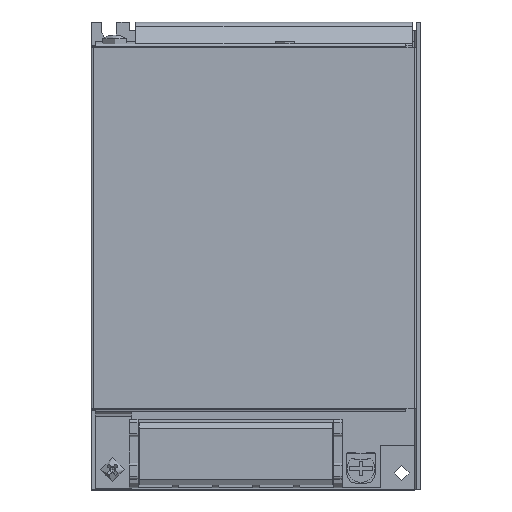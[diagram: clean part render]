
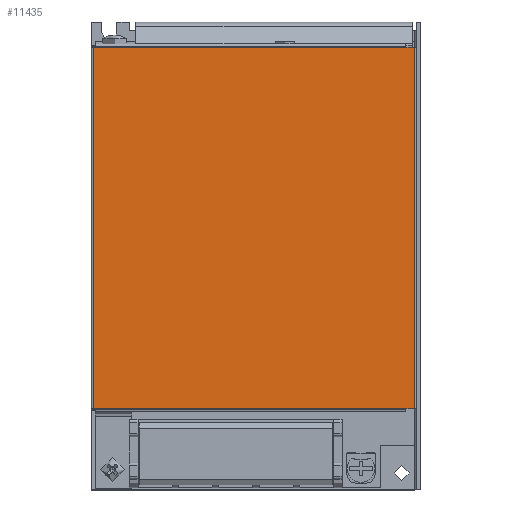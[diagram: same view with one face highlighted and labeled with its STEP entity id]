
A CAD part, top view. The second image highlights one B-rep face of the part: STEP entity #11435.
In plain terms, the highlighted planar face has unit normal (0, 0, 1).
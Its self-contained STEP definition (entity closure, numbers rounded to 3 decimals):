
#1791=FACE_OUTER_BOUND('',#2371,.T.);
#2371=EDGE_LOOP('',(#8423,#8424,#8425,#8426,#8427,#8428,#8429,#8430));
#3359=LINE('',#16532,#4528);
#3366=LINE('',#16549,#4535);
#3367=LINE('',#16552,#4536);
#3371=LINE('',#16563,#4540);
#3372=LINE('',#16565,#4541);
#3373=LINE('',#16566,#4542);
#3374=LINE('',#16568,#4543);
#3375=LINE('',#16569,#4544);
#4528=VECTOR('',#13606,1.);
#4535=VECTOR('',#13621,1.);
#4536=VECTOR('',#13624,1.);
#4540=VECTOR('',#13632,1.);
#4541=VECTOR('',#13633,1.);
#4542=VECTOR('',#13634,1.);
#4543=VECTOR('',#13635,1.);
#4544=VECTOR('',#13636,1.);
#5669=VERTEX_POINT('',#16529);
#5670=VERTEX_POINT('',#16531);
#5676=VERTEX_POINT('',#16547);
#5677=VERTEX_POINT('',#16551);
#5681=VERTEX_POINT('',#16561);
#5682=VERTEX_POINT('',#16562);
#5683=VERTEX_POINT('',#16564);
#5684=VERTEX_POINT('',#16567);
#6694=EDGE_CURVE('',#5669,#5670,#3359,.T.);
#6703=EDGE_CURVE('',#5676,#5669,#3366,.T.);
#6704=EDGE_CURVE('',#5677,#5670,#3367,.T.);
#6709=EDGE_CURVE('',#5681,#5682,#3371,.T.);
#6710=EDGE_CURVE('',#5682,#5683,#3372,.T.);
#6711=EDGE_CURVE('',#5683,#5677,#3373,.T.);
#6712=EDGE_CURVE('',#5684,#5676,#3374,.T.);
#6713=EDGE_CURVE('',#5681,#5684,#3375,.T.);
#8423=ORIENTED_EDGE('',*,*,#6709,.T.);
#8424=ORIENTED_EDGE('',*,*,#6710,.T.);
#8425=ORIENTED_EDGE('',*,*,#6711,.T.);
#8426=ORIENTED_EDGE('',*,*,#6704,.T.);
#8427=ORIENTED_EDGE('',*,*,#6694,.F.);
#8428=ORIENTED_EDGE('',*,*,#6703,.F.);
#8429=ORIENTED_EDGE('',*,*,#6712,.F.);
#8430=ORIENTED_EDGE('',*,*,#6713,.F.);
#10980=PLANE('',#12428);
#11435=ADVANCED_FACE('',(#1791),#10980,.T.);
#12428=AXIS2_PLACEMENT_3D('',#16560,#13630,#13631);
#13606=DIRECTION('',(0.,-1.,0.));
#13621=DIRECTION('',(1.,0.,0.));
#13624=DIRECTION('',(1.,0.,0.));
#13630=DIRECTION('center_axis',(0.,0.,1.));
#13631=DIRECTION('ref_axis',(1.,0.,0.));
#13632=DIRECTION('',(0.,-1.,0.));
#13633=DIRECTION('',(1.,0.,0.));
#13634=DIRECTION('',(1.,0.,0.));
#13635=DIRECTION('',(1.,0.,0.));
#13636=DIRECTION('',(1.,0.,0.));
#16529=CARTESIAN_POINT('',(37.75,42.5,0.));
#16531=CARTESIAN_POINT('',(37.75,-42.5,0.));
#16532=CARTESIAN_POINT('',(37.75,42.5,0.));
#16547=CARTESIAN_POINT('',(35.75,42.5,0.));
#16549=CARTESIAN_POINT('',(-37.75,42.5,0.));
#16551=CARTESIAN_POINT('',(35.75,-42.5,0.));
#16552=CARTESIAN_POINT('',(-37.75,-42.5,0.));
#16560=CARTESIAN_POINT('Origin',(-37.75,42.5,0.));
#16561=CARTESIAN_POINT('',(-37.75,42.5,0.));
#16562=CARTESIAN_POINT('',(-37.75,-42.5,0.));
#16563=CARTESIAN_POINT('',(-37.75,42.5,0.));
#16564=CARTESIAN_POINT('',(-37.25,-42.5,0.));
#16565=CARTESIAN_POINT('',(-37.75,-42.5,0.));
#16566=CARTESIAN_POINT('',(-37.25,-42.5,0.));
#16567=CARTESIAN_POINT('',(-37.25,42.5,0.));
#16568=CARTESIAN_POINT('',(-37.25,42.5,0.));
#16569=CARTESIAN_POINT('',(-37.75,42.5,0.));
